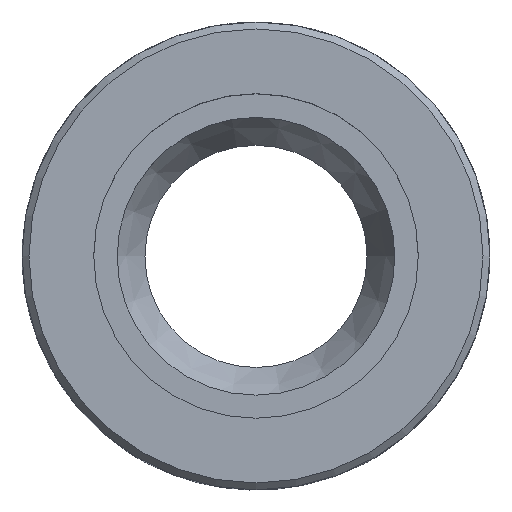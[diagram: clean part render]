
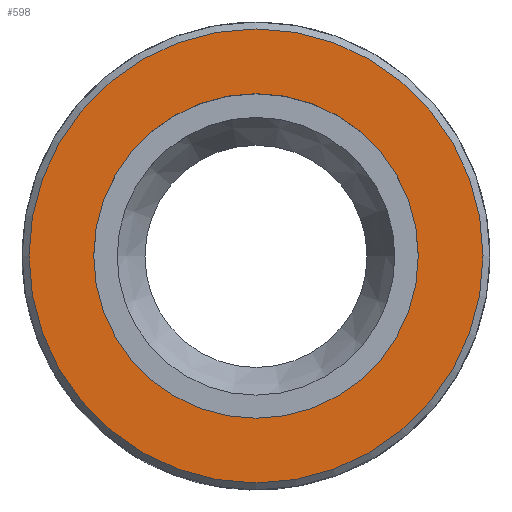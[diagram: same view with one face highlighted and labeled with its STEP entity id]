
A CAD part, top view. The second image highlights one B-rep face of the part: STEP entity #598.
In plain terms, the highlighted planar face has unit normal (0, 0, 1).
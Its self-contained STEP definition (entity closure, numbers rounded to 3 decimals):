
#38=CIRCLE('',#635,11.688);
#43=CIRCLE('',#646,16.35);
#111=ORIENTED_EDGE('',*,*,#190,.F.);
#112=ORIENTED_EDGE('',*,*,#195,.T.);
#190=EDGE_CURVE('',#236,#236,#38,.T.);
#195=EDGE_CURVE('',#241,#241,#43,.T.);
#236=VERTEX_POINT('',#875);
#241=VERTEX_POINT('',#891);
#319=EDGE_LOOP('',(#111));
#320=EDGE_LOOP('',(#112));
#361=FACE_BOUND('',#319,.T.);
#362=FACE_BOUND('',#320,.T.);
#382=PLANE('',#648);
#598=ADVANCED_FACE('',(#361,#362),#382,.T.);
#635=AXIS2_PLACEMENT_3D('',#874,#727,#728);
#646=AXIS2_PLACEMENT_3D('',#890,#749,#750);
#648=AXIS2_PLACEMENT_3D('',#894,#753,#754);
#727=DIRECTION('',(0.,0.,1.));
#728=DIRECTION('',(0.,-1.,0.));
#749=DIRECTION('',(0.,0.,1.));
#750=DIRECTION('',(1.,0.,0.));
#753=DIRECTION('',(0.,0.,1.));
#754=DIRECTION('',(1.,0.,0.));
#874=CARTESIAN_POINT('',(0.,0.,19.));
#875=CARTESIAN_POINT('',(0.,-11.688,19.));
#890=CARTESIAN_POINT('',(0.,0.,19.));
#891=CARTESIAN_POINT('',(16.35,0.,19.));
#894=CARTESIAN_POINT('',(0.,0.,19.));
